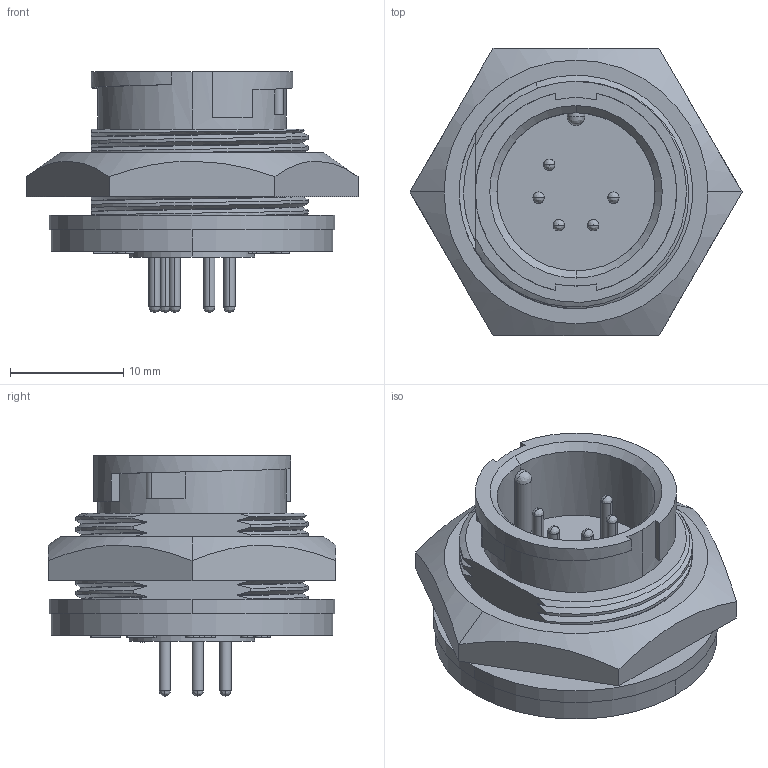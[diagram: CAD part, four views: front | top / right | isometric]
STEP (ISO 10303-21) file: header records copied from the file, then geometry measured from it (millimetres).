
FILE_DESCRIPTION (( 'STEP AP203' ), '1' );
FILE_NAME ('4281-5PG-300.STEP', '2018-08-10T16:35:56', ( '' ), ( '' ), 'SwSTEP 2.0', 'SolidWorks 2017', '' );
FILE_SCHEMA (( 'CONFIG_CONTROL_DESIGN' ));
Length unit declared in the file: inch
Products named in the file (1): 4281-5PG-300
Bounding box: 29.33 x 25.4 x 21.26 mm (x, y, z)
Volume: 4852.6 mm3; surface area: 3940.7 mm2
Topology: 2 solids, 2 shells, 331 faces, 888 edges, 587 vertices
Faces by surface type: plane 126, bspline 118, cylinder 81, cone 6
Entity records: 19638 total; most frequent: CARTESIAN_POINT 12275, ORIENTED_EDGE 1772, DIRECTION 1134, EDGE_CURVE 886, VERTEX_POINT 587, VECTOR 438, LINE 438, EDGE_LOOP 361
